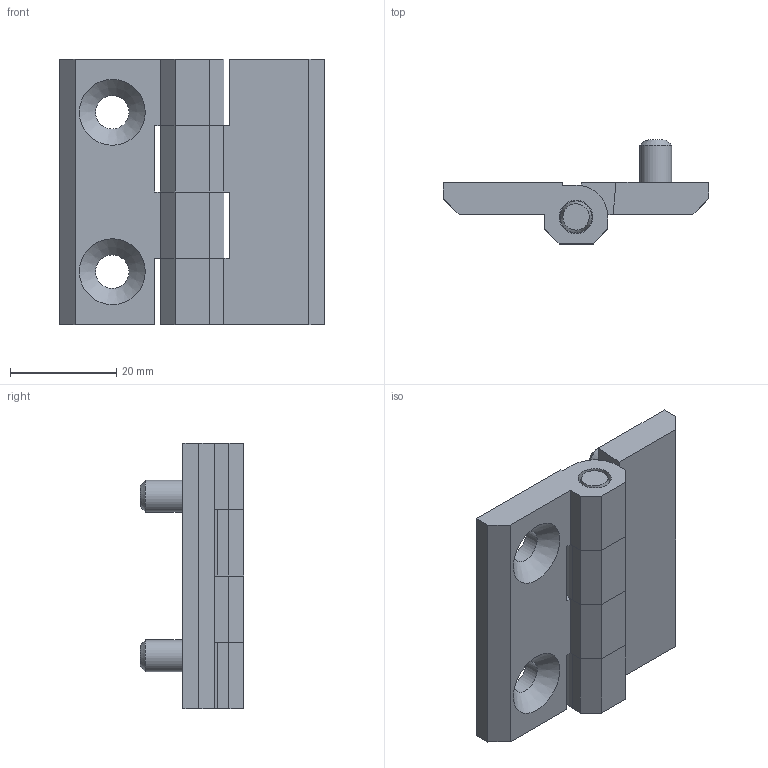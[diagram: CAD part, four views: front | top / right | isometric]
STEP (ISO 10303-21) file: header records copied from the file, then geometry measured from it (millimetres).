
FILE_DESCRIPTION( ( 'STEP AP203' ), '1' );
FILE_NAME( '199.M.F.2.step', '2007-01-18T14:19:56', ( ' ' ), ( ' ' ), 'XStep 1.0', ' ', ' ' );
FILE_SCHEMA( ( 'CONFIG_CONTROL_DESIGN' ) );
Length unit declared in the file: millimetre
Products named in the file (5): 1; 2; 3; 4; 5
Bounding box: 50.01 x 19.5 x 50 mm (x, y, z)
Volume: 16378.9 mm3; surface area: 10330 mm2
Topology: 5 solids, 5 shells, 302 faces, 768 edges, 498 vertices
Faces by surface type: plane 246, cylinder 35, extrusion 16, cone 5
Full cylindrical faces by diameter (mm): 5.95 x1, 6 x2, 6.1 x4, 6.3 x4, 8 x2, 10.5 x2
Entity records: 9587 total; most frequent: CARTESIAN_POINT 2352, ORIENTED_EDGE 1476, DIRECTION 1309, EDGE_CURVE 738, VECTOR 527, LINE 511, VERTEX_POINT 492, AXIS2_PLACEMENT_3D 391
